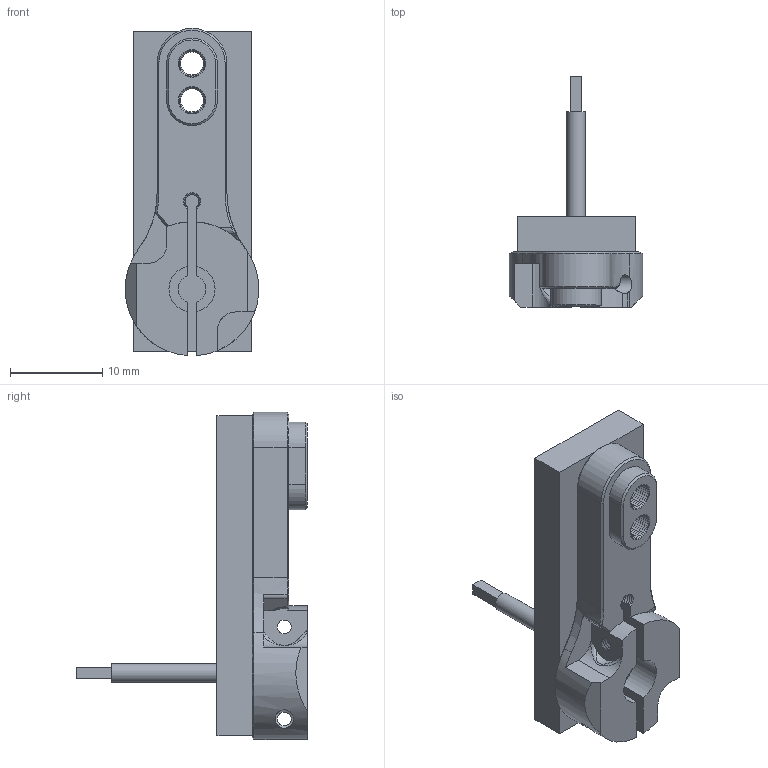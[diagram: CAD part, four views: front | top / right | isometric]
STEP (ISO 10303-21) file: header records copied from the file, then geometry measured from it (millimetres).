
FILE_DESCRIPTION(/* description */ (''),/* implementation_level */ '2;1');
FILE_NAME(/* name */ 'axle.step',/* time_stamp */ '2023-06-13T18:42:13-07:00',/* author */ (''),/* organization */ (''),/* preprocessor_version */ 'ST-DEVELOPER v19.2',/* originating_system */ 'Autodesk Translation Framework v12.6.0.85',/* authorisation */ '');
FILE_SCHEMA (('AUTOMOTIVE_DESIGN { 1 0 10303 214 3 1 1 }'));
Length unit declared in the file: inch
Products named in the file (2): axle; STEP214 Servo Arm for DS3218MG
Assembly tree (1 placements, depth 2):
  axle
    STEP214 Servo Arm for DS3218MG
Bounding box: 14.5 x 25.05 x 35.53 mm (x, y, z)
Volume: 2997.8 mm3; surface area: 2987.1 mm2
Topology: 2 solids, 2 shells, 371 faces, 1003 edges, 637 vertices
Faces by surface type: cone 203, cylinder 116, plane 45, bspline 7
Full cylindrical faces by diameter (mm): 1.5 x40, 2 x2, 2.5 x36, 2.925 x1, 3.02 x1
Entity records: 13029 total; most frequent: CARTESIAN_POINT 3440, DIRECTION 2148, ORIENTED_EDGE 2004, EDGE_CURVE 1002, AXIS2_PLACEMENT_3D 875, VERTEX_POINT 637, CIRCLE 504, LINE 398
